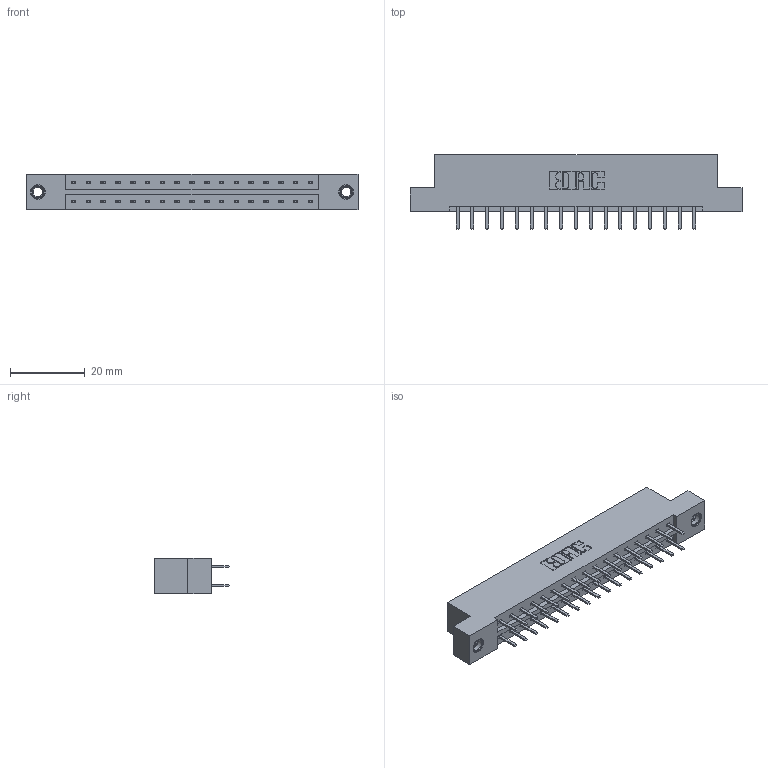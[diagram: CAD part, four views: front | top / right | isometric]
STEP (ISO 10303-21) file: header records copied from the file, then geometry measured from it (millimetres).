
FILE_DESCRIPTION (( 'STEP AP203' ), '1' );
FILE_NAME ('333-034-520-207.STEP', '2018-08-02T21:45:41', ( '' ), ( '' ), 'SwSTEP 2.0', 'SolidWorks 2016', '' );
FILE_SCHEMA (( 'CONFIG_CONTROL_DESIGN' ));
Length unit declared in the file: inch
Products named in the file (4): 333 Part_Flush - .156 Dia - TI; 345-292-001_345-293-120; 345-250-001_345-250-005-103; 333-034-520-207
Assembly tree (37 placements, depth 2):
  333-034-520-207
    333 Part_Flush - .156 Dia - TI
    345-292-001_345-293-120  x34
    345-250-001_345-250-005-103  x2
Bounding box: 88.9 x 20.02 x 9.4 mm (x, y, z)
Volume: 8813.9 mm3; surface area: 10146.2 mm2
Topology: 37 solids, 37 shells, 2078 faces, 5989 edges, 3894 vertices
Faces by surface type: plane 1394, cylinder 668, cone 12, torus 4
Entity records: 15470 total; most frequent: CARTESIAN_POINT 2589, ORIENTED_EDGE 2506, DIRECTION 2275, EDGE_CURVE 1253, VECTOR 1101, LINE 1101, VERTEX_POINT 828, AXIS2_PLACEMENT_3D 587
